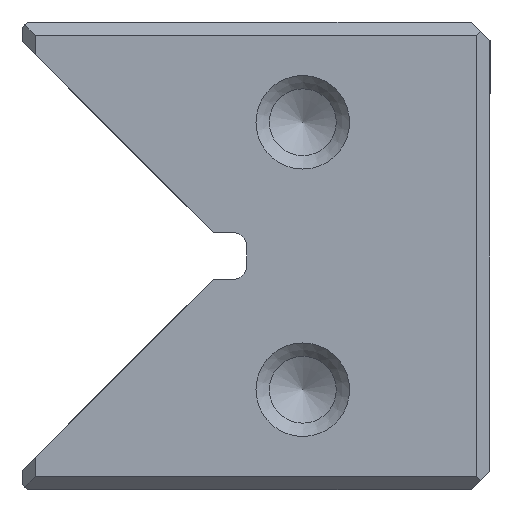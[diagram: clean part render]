
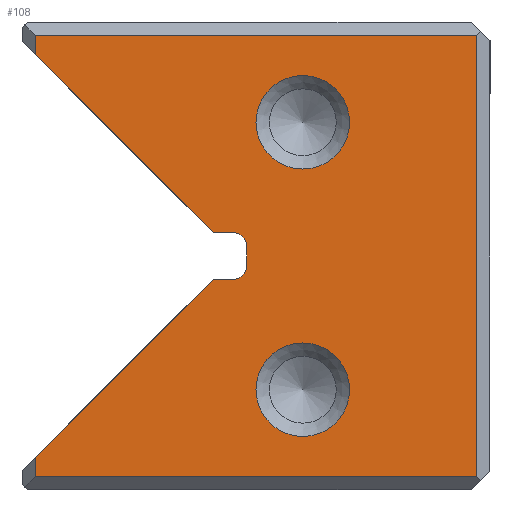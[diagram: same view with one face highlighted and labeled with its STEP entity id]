
A CAD part, left-side view. The second image highlights one B-rep face of the part: STEP entity #108.
In plain terms, the highlighted planar face has unit normal (-1, 0, 0).
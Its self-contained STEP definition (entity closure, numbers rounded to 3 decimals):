
#108=ADVANCED_FACE('',(#370,#371,#372),#188,.T.);
#188=PLANE('',#1245);
#222=LINE('',#1754,#296);
#223=LINE('',#1757,#297);
#224=LINE('',#1759,#298);
#225=LINE('',#1761,#299);
#226=LINE('',#1763,#300);
#227=LINE('',#1765,#301);
#228=LINE('',#1767,#302);
#229=LINE('',#1771,#303);
#230=LINE('',#1775,#304);
#231=LINE('',#1777,#305);
#296=VECTOR('',#1391,1.);
#297=VECTOR('',#1392,1.);
#298=VECTOR('',#1393,1.);
#299=VECTOR('',#1394,1.);
#300=VECTOR('',#1395,1.);
#301=VECTOR('',#1396,1.);
#302=VECTOR('',#1397,1.);
#303=VECTOR('',#1400,1.);
#304=VECTOR('',#1403,1.);
#305=VECTOR('',#1404,1.);
#370=FACE_BOUND('',#498,.T.);
#371=FACE_BOUND('',#499,.T.);
#372=FACE_BOUND('',#500,.T.);
#498=EDGE_LOOP('',(#646));
#499=EDGE_LOOP('',(#647));
#500=EDGE_LOOP('',(#648,#649,#650,#651,#652,#653,#654,#655,#656,#657,#658,
#659));
#646=ORIENTED_EDGE('',*,*,#1038,.F.);
#647=ORIENTED_EDGE('',*,*,#1039,.T.);
#648=ORIENTED_EDGE('',*,*,#1040,.T.);
#649=ORIENTED_EDGE('',*,*,#1041,.T.);
#650=ORIENTED_EDGE('',*,*,#1042,.T.);
#651=ORIENTED_EDGE('',*,*,#1043,.T.);
#652=ORIENTED_EDGE('',*,*,#1044,.T.);
#653=ORIENTED_EDGE('',*,*,#1045,.T.);
#654=ORIENTED_EDGE('',*,*,#1046,.T.);
#655=ORIENTED_EDGE('',*,*,#1047,.T.);
#656=ORIENTED_EDGE('',*,*,#1048,.T.);
#657=ORIENTED_EDGE('',*,*,#1049,.T.);
#658=ORIENTED_EDGE('',*,*,#1050,.F.);
#659=ORIENTED_EDGE('',*,*,#1051,.F.);
#922=VERTEX_POINT('',#1751);
#923=VERTEX_POINT('',#1753);
#924=VERTEX_POINT('',#1755);
#925=VERTEX_POINT('',#1756);
#926=VERTEX_POINT('',#1758);
#927=VERTEX_POINT('',#1760);
#928=VERTEX_POINT('',#1762);
#929=VERTEX_POINT('',#1764);
#930=VERTEX_POINT('',#1766);
#931=VERTEX_POINT('',#1768);
#932=VERTEX_POINT('',#1770);
#933=VERTEX_POINT('',#1772);
#934=VERTEX_POINT('',#1774);
#935=VERTEX_POINT('',#1776);
#1038=EDGE_CURVE('',#922,#922,#1176,.T.);
#1039=EDGE_CURVE('',#923,#923,#1177,.T.);
#1040=EDGE_CURVE('',#924,#925,#222,.T.);
#1041=EDGE_CURVE('',#925,#926,#223,.T.);
#1042=EDGE_CURVE('',#926,#927,#224,.T.);
#1043=EDGE_CURVE('',#927,#928,#225,.T.);
#1044=EDGE_CURVE('',#928,#929,#226,.T.);
#1045=EDGE_CURVE('',#929,#930,#227,.T.);
#1046=EDGE_CURVE('',#930,#931,#228,.T.);
#1047=EDGE_CURVE('',#931,#932,#1178,.T.);
#1048=EDGE_CURVE('',#932,#933,#229,.T.);
#1049=EDGE_CURVE('',#933,#934,#1179,.T.);
#1050=EDGE_CURVE('',#935,#934,#230,.T.);
#1051=EDGE_CURVE('',#924,#935,#231,.T.);
#1176=CIRCLE('',#1241,3.5);
#1177=CIRCLE('',#1242,3.5);
#1178=CIRCLE('',#1243,1.);
#1179=CIRCLE('',#1244,1.);
#1241=AXIS2_PLACEMENT_3D('',#1750,#1387,#1388);
#1242=AXIS2_PLACEMENT_3D('',#1752,#1389,#1390);
#1243=AXIS2_PLACEMENT_3D('',#1769,#1398,#1399);
#1244=AXIS2_PLACEMENT_3D('',#1773,#1401,#1402);
#1245=AXIS2_PLACEMENT_3D('',#1778,#1405,#1406);
#1387=DIRECTION('',(-1.,0.,0.));
#1388=DIRECTION('',(0.,0.,1.));
#1389=DIRECTION('',(1.,0.,0.));
#1390=DIRECTION('',(0.,0.,-1.));
#1391=DIRECTION('',(0.,0.,-1.));
#1392=DIRECTION('',(0.,-1.,0.));
#1393=DIRECTION('',(0.,0.,1.));
#1394=DIRECTION('',(0.,1.,0.));
#1395=DIRECTION('',(0.,0.,-1.));
#1396=DIRECTION('',(0.,-0.707,-0.707));
#1397=DIRECTION('',(0.,-1.,0.));
#1398=DIRECTION('',(1.,0.,0.));
#1399=DIRECTION('',(0.,0.,1.));
#1400=DIRECTION('',(0.,0.,-1.));
#1401=DIRECTION('',(1.,0.,0.));
#1402=DIRECTION('',(0.,0.,1.));
#1403=DIRECTION('',(0.,-1.,0.));
#1404=DIRECTION('',(0.,-0.707,0.707));
#1405=DIRECTION('',(-1.,0.,0.));
#1406=DIRECTION('',(0.,0.,1.));
#1750=CARTESIAN_POINT('',(0.,14.,7.5));
#1751=CARTESIAN_POINT('',(0.,14.,11.));
#1752=CARTESIAN_POINT('',(0.,14.,27.5));
#1753=CARTESIAN_POINT('',(0.,14.,24.));
#1754=CARTESIAN_POINT('',(0.,34.,0.));
#1755=CARTESIAN_POINT('',(0.,34.,2.458));
#1756=CARTESIAN_POINT('',(0.,34.,1.));
#1757=CARTESIAN_POINT('',(0.,17.5,1.));
#1758=CARTESIAN_POINT('',(0.,1.,1.));
#1759=CARTESIAN_POINT('',(0.,1.,0.));
#1760=CARTESIAN_POINT('',(0.,1.,34.));
#1761=CARTESIAN_POINT('',(0.,17.5,34.));
#1762=CARTESIAN_POINT('',(0.,34.,34.));
#1763=CARTESIAN_POINT('',(0.,34.,0.));
#1764=CARTESIAN_POINT('',(0.,34.,32.542));
#1765=CARTESIAN_POINT('',(0.,35.,33.542));
#1766=CARTESIAN_POINT('',(0.,20.708,19.25));
#1767=CARTESIAN_POINT('',(0.,18.2,19.25));
#1768=CARTESIAN_POINT('',(0.,19.2,19.25));
#1769=CARTESIAN_POINT('',(0.,19.2,18.25));
#1770=CARTESIAN_POINT('',(0.,18.2,18.25));
#1771=CARTESIAN_POINT('',(0.,18.2,19.25));
#1772=CARTESIAN_POINT('',(0.,18.2,16.75));
#1773=CARTESIAN_POINT('',(0.,19.2,16.75));
#1774=CARTESIAN_POINT('',(0.,19.2,15.75));
#1775=CARTESIAN_POINT('',(0.,18.2,15.75));
#1776=CARTESIAN_POINT('',(0.,20.708,15.75));
#1777=CARTESIAN_POINT('',(0.,35.,1.458));
#1778=CARTESIAN_POINT('',(0.,17.5,0.));
